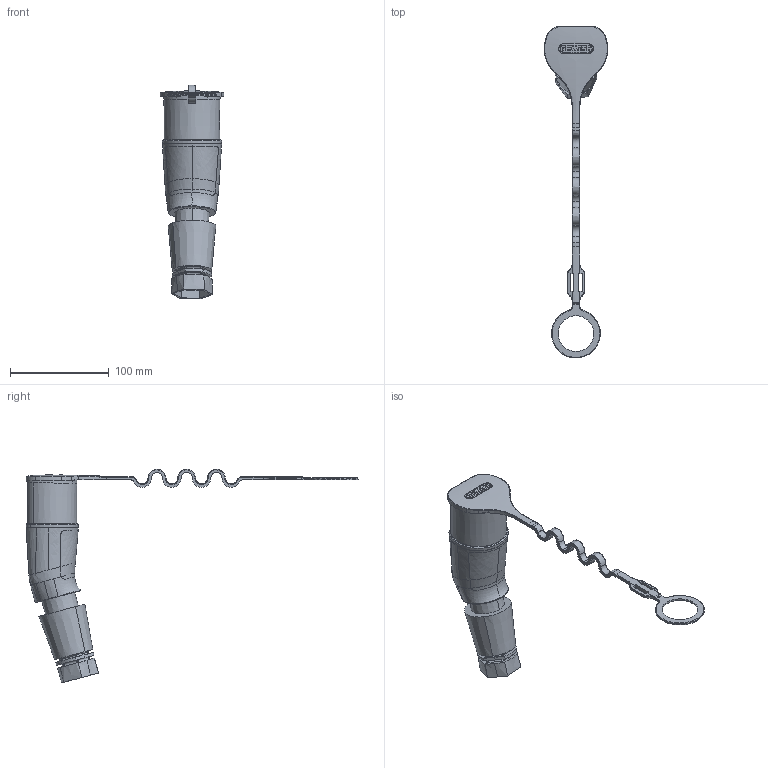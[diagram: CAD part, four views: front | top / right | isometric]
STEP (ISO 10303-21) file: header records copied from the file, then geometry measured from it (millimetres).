
FILE_DESCRIPTION((''),'2;1');
FILE_NAME('9130001218_SPINA','2022-09-30T10:06:58',('i.ortelli'),(''),'CREO PARAMETRIC BY PTC INC, 2019471','CREO PARAMETRIC BY PTC INC, 2019471','');
FILE_SCHEMA(('CONFIG_CONTROL_DESIGN'));
Length unit declared in the file: millimetre
Products named in the file (1): 9130001218_SPINA
Bounding box: 64.38 x 335.54 x 216.1 mm (x, y, z)
Volume: 393285.5 mm3; surface area: 51592.6 mm2
Topology: 1 solids, 1 shells, 400 faces, 1124 edges, 739 vertices
Faces by surface type: bspline 149, plane 125, cylinder 80, torus 29, cone 12, extrusion 3, sphere 2
Entity records: 27977 total; most frequent: CARTESIAN_POINT 18908, ORIENTED_EDGE 2248, DIRECTION 1341, EDGE_CURVE 1124, VERTEX_POINT 739, B_SPLINE_CURVE_WITH_KNOTS 564, AXIS2_PLACEMENT_3D 527, EDGE_LOOP 419
